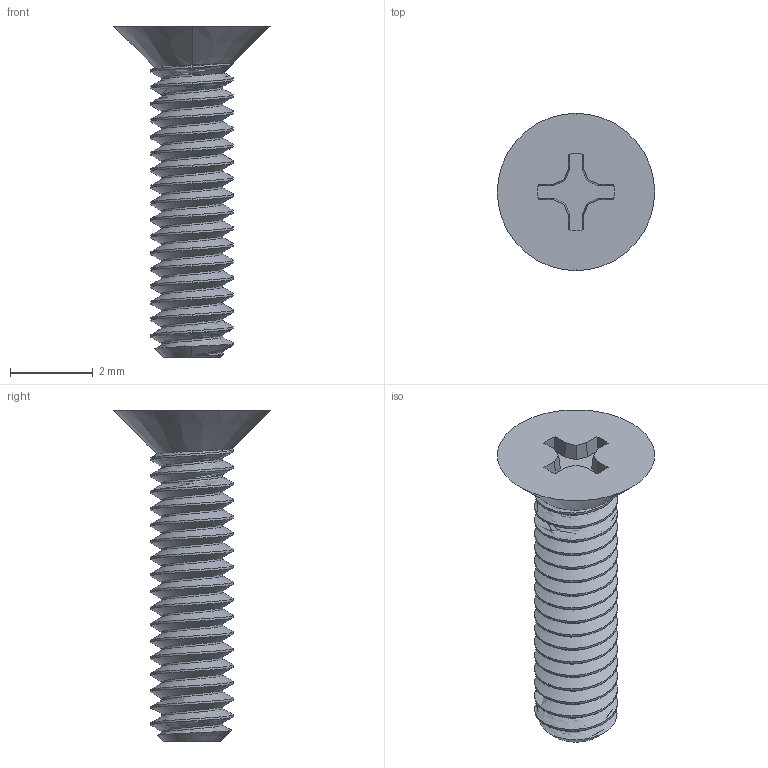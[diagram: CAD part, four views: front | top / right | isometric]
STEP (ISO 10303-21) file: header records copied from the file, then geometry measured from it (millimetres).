
FILE_DESCRIPTION (( 'STEP AP203' ), '1' );
FILE_NAME ('92010A004_Passivated 18-8 Stainless Steel Phillips Flat Head Screw.STEP', '2022-03-23T20:43:04', ( 'Administrator' ), ( 'Managed by Terraform' ), 'SwSTEP 2.0', 'SolidWorks 2017', '' );
FILE_SCHEMA (( 'CONFIG_CONTROL_DESIGN' ));
Length unit declared in the file: millimetre
Products named in the file (1): 92010A004_Passivated 18-8 Stainless Steel Phillips Flat Head Screw
Bounding box: 3.8 x 3.8 x 8 mm (x, y, z)
Volume: 22.6 mm3; surface area: 94.3 mm2
Topology: 1 solids, 1 shells, 69 faces, 198 edges, 132 vertices
Faces by surface type: cylinder 42, plane 19, cone 5, bspline 3
Entity records: 4410 total; most frequent: CARTESIAN_POINT 2777, ORIENTED_EDGE 396, DIRECTION 260, EDGE_CURVE 198, VERTEX_POINT 132, AXIS2_PLACEMENT_3D 87, VECTOR 86, LINE 86
